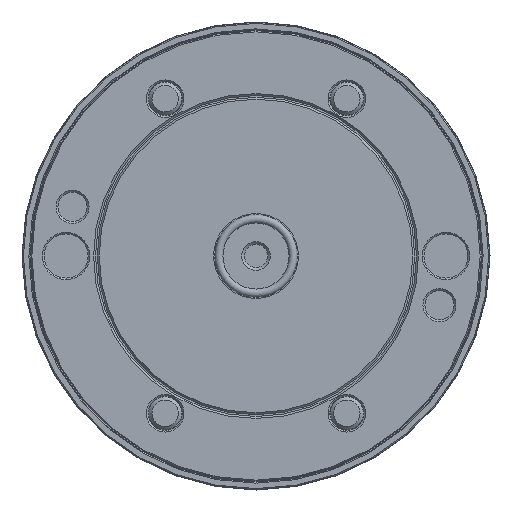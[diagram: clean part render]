
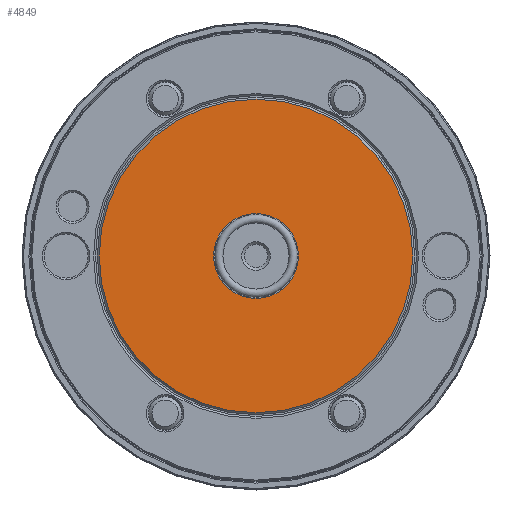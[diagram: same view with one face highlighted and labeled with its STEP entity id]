
A CAD part, front view. The second image highlights one B-rep face of the part: STEP entity #4849.
In plain terms, the highlighted planar face has unit normal (0, -1, 0).
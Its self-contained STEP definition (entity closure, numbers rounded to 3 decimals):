
#516 = EDGE_LOOP ( 'NONE', ( #11385 ) ) ;
#583 = FACE_OUTER_BOUND ( 'NONE', #516, .T. ) ;
#648 = DIRECTION ( 'NONE',  ( 0., 1., 0. ) ) ;
#1444 = DIRECTION ( 'NONE',  ( 1., 0., 0. ) ) ;
#1728 = VERTEX_POINT ( 'NONE', #10000 ) ;
#3460 = EDGE_CURVE ( 'NONE', #1728, #1728, #5080, .T. ) ;
#3465 = CARTESIAN_POINT ( 'NONE',  ( 0., -8., -7.7 ) ) ;
#3648 = DIRECTION ( 'NONE',  ( 1., 0., 0. ) ) ;
#3727 = EDGE_CURVE ( 'NONE', #5381, #5381, #11490, .T. ) ;
#4849 = ADVANCED_FACE ( 'NONE', ( #583, #5413 ), #9003, .F. ) ;
#4891 = CARTESIAN_POINT ( 'NONE',  ( 0., -8., 0. ) ) ;
#5080 = CIRCLE ( 'NONE', #10725, 7.7 ) ;
#5381 = VERTEX_POINT ( 'NONE', #7444 ) ;
#5413 = FACE_BOUND ( 'NONE', #6183, .T. ) ;
#5812 = DIRECTION ( 'NONE',  ( 1., 0., 0. ) ) ;
#6183 = EDGE_LOOP ( 'NONE', ( #7018 ) ) ;
#7018 = ORIENTED_EDGE ( 'NONE', *, *, #3460, .T. ) ;
#7062 = AXIS2_PLACEMENT_3D ( 'NONE', #4891, #9528, #5812 ) ;
#7128 = DIRECTION ( 'NONE',  ( 0., 1., 0. ) ) ;
#7444 = CARTESIAN_POINT ( 'NONE',  ( 28.475, -8., 0. ) ) ;
#9003 = PLANE ( 'NONE',  #10344 ) ;
#9528 = DIRECTION ( 'NONE',  ( 0., 1., 0. ) ) ;
#10000 = CARTESIAN_POINT ( 'NONE',  ( 7.7, -8., 0. ) ) ;
#10344 = AXIS2_PLACEMENT_3D ( 'NONE', #3465, #648, #3648 ) ;
#10725 = AXIS2_PLACEMENT_3D ( 'NONE', #10927, #7128, #1444 ) ;
#10927 = CARTESIAN_POINT ( 'NONE',  ( 0., -8., 0. ) ) ;
#11385 = ORIENTED_EDGE ( 'NONE', *, *, #3727, .F. ) ;
#11490 = CIRCLE ( 'NONE', #7062, 28.475 ) ;
